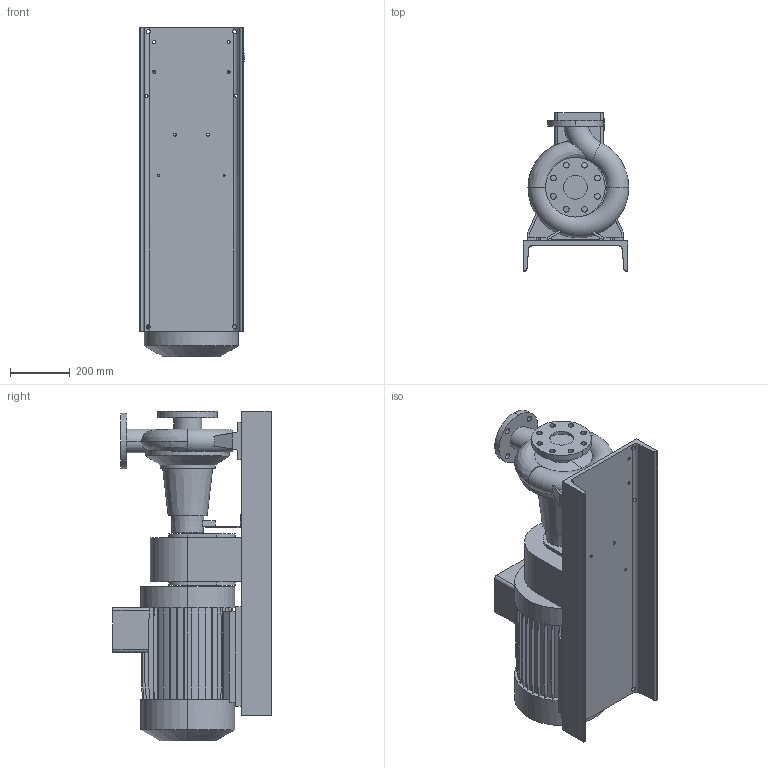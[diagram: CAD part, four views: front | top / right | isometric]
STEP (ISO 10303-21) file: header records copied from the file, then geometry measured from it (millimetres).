
FILE_DESCRIPTION (( 'STEP AP203' ), '1' );
FILE_NAME ('10018071swa00.step', '2023-07-07T12:24:43', ( '' ), ( '' ), 'SwSTEP 2.0', 'SolidWorks 2020', '' );
FILE_SCHEMA (( 'CONFIG_CONTROL_DESIGN' ));
Length unit declared in the file: millimetre
Products named in the file (5): 10018072swp00_160M L 2-6; 10012573swp00_230; 10018071swa00; 10018097swp00_MCG 15 N 65-200 160; 10017783swp00_65-200
Assembly tree (4 placements, depth 2):
  10018071swa00
    10017783swp00_65-200
    10018097swp00_MCG 15 N 65-200 160
    10018072swp00_160M L 2-6
    10012573swp00_230
Bounding box: 354 x 531 x 1105 mm (x, y, z)
Volume: 72036151.1 mm3; surface area: 3293449.5 mm2
Topology: 6 solids, 6 shells, 549 faces, 1567 edges, 1042 vertices
Faces by surface type: plane 371, cylinder 161, cone 10, torus 5, bspline 2
Entity records: 20404 total; most frequent: CARTESIAN_POINT 5194, ORIENTED_EDGE 3134, DIRECTION 2964, EDGE_CURVE 1567, VECTOR 1144, LINE 1144, VERTEX_POINT 1042, AXIS2_PLACEMENT_3D 910
